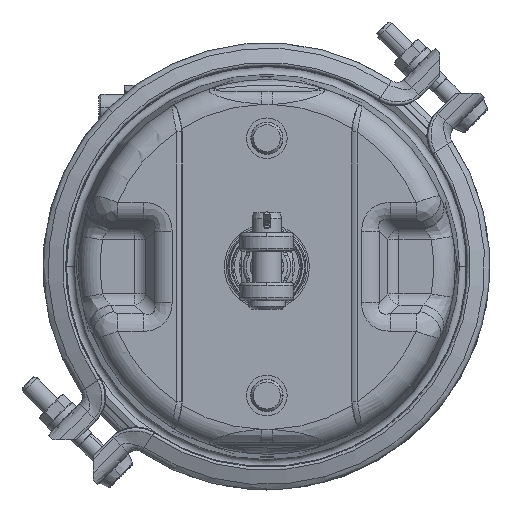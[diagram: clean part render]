
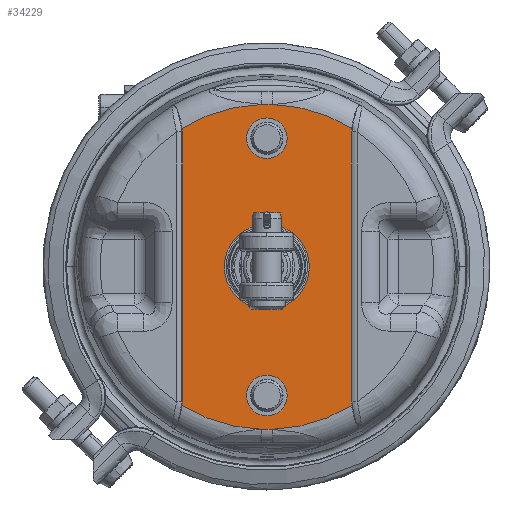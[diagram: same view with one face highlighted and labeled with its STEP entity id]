
A CAD part, front view. The second image highlights one B-rep face of the part: STEP entity #34229.
In plain terms, the highlighted planar face has unit normal (0, -1, 0).
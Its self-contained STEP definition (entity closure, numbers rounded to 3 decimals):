
#4850=CARTESIAN_POINT('',(0.,-62.728,0.));
#4851=DIRECTION('',(0.,-1.,0.));
#4852=DIRECTION('',(1.,0.,0.));
#4853=AXIS2_PLACEMENT_3D('',#4850,#4851,#4852);
#4855=CARTESIAN_POINT('',(0.,-62.728,0.));
#4856=DIRECTION('',(0.,-1.,0.));
#4857=DIRECTION('',(-1.,0.,0.));
#4858=AXIS2_PLACEMENT_3D('',#4855,#4856,#4857);
#4860=CARTESIAN_POINT('',(0.,-62.728,-60.325));
#4861=DIRECTION('',(0.,1.,0.));
#4862=DIRECTION('',(0.,0.,-1.));
#4863=AXIS2_PLACEMENT_3D('',#4860,#4861,#4862);
#4865=CARTESIAN_POINT('',(0.,-62.728,-60.325));
#4866=DIRECTION('',(0.,1.,0.));
#4867=DIRECTION('',(0.,0.,1.));
#4868=AXIS2_PLACEMENT_3D('',#4865,#4866,#4867);
#4870=CARTESIAN_POINT('',(0.,-62.728,60.325));
#4871=DIRECTION('',(0.,1.,0.));
#4872=DIRECTION('',(0.,0.,-1.));
#4873=AXIS2_PLACEMENT_3D('',#4870,#4871,#4872);
#4875=CARTESIAN_POINT('',(0.,-62.728,60.325));
#4876=DIRECTION('',(0.,1.,0.));
#4877=DIRECTION('',(0.,0.,1.));
#4878=AXIS2_PLACEMENT_3D('',#4875,#4876,#4877);
#4880=DIRECTION('',(-1.,0.,0.));
#4881=VECTOR('',#4880,5.);
#4882=CARTESIAN_POINT('',(2.5,-62.728,76.2));
#4883=LINE('',#4882,#4881);
#5036=CARTESIAN_POINT('',(0.,-62.728,0.));
#5037=DIRECTION('',(0.,-1.,0.));
#5038=DIRECTION('',(-0.033,0.,0.999));
#5039=AXIS2_PLACEMENT_3D('',#5036,#5037,#5038);
#5219=CARTESIAN_POINT('',(-39.776,-62.728,
65.043));
#5220=CARTESIAN_POINT('',(-39.756,-62.728,
64.938));
#5221=CARTESIAN_POINT('',(-39.72,-62.728,
64.724));
#5222=CARTESIAN_POINT('',(-39.676,-62.728,
64.385));
#5223=CARTESIAN_POINT('',(-39.644,-62.728,
64.034));
#5224=CARTESIAN_POINT('',(-39.624,-62.728,
63.673));
#5225=CARTESIAN_POINT('',(-39.62,-62.728,
63.43));
#5226=CARTESIAN_POINT('',(-39.62,-62.728,
63.306));
#5244=DIRECTION('',(0.,0.,-1.));
#5245=VECTOR('',#5244,126.612);
#5246=CARTESIAN_POINT('',(-39.62,-62.728,
63.306));
#5247=LINE('',#5246,#5245);
#5330=CARTESIAN_POINT('',(-39.62,-62.728,
-63.306));
#5331=CARTESIAN_POINT('',(-39.62,-62.728,
-63.43));
#5332=CARTESIAN_POINT('',(-39.624,-62.728,
-63.673));
#5333=CARTESIAN_POINT('',(-39.644,-62.728,
-64.035));
#5334=CARTESIAN_POINT('',(-39.677,-62.728,
-64.386));
#5335=CARTESIAN_POINT('',(-39.72,-62.728,
-64.724));
#5336=CARTESIAN_POINT('',(-39.756,-62.728,
-64.938));
#5337=CARTESIAN_POINT('',(-39.776,-62.728,
-65.043));
#5454=CARTESIAN_POINT('',(0.,-62.728,0.));
#5455=DIRECTION('',(0.,-1.,0.));
#5456=DIRECTION('',(-0.522,0.,-0.853));
#5457=AXIS2_PLACEMENT_3D('',#5454,#5455,#5456);
#5602=DIRECTION('',(1.,0.,0.));
#5603=VECTOR('',#5602,5.);
#5604=CARTESIAN_POINT('',(-2.5,-62.728,
-76.2));
#5605=LINE('',#5604,#5603);
#5756=CARTESIAN_POINT('',(0.,-62.728,0.));
#5757=DIRECTION('',(0.,-1.,0.));
#5758=DIRECTION('',(0.033,0.,-0.999));
#5759=AXIS2_PLACEMENT_3D('',#5756,#5757,#5758);
#5892=CARTESIAN_POINT('',(39.776,-62.728,
-65.043));
#5893=CARTESIAN_POINT('',(39.756,-62.728,
-64.938));
#5894=CARTESIAN_POINT('',(39.72,-62.728,
-64.724));
#5895=CARTESIAN_POINT('',(39.677,-62.728,
-64.386));
#5896=CARTESIAN_POINT('',(39.644,-62.728,
-64.035));
#5897=CARTESIAN_POINT('',(39.625,-62.728,
-63.673));
#5898=CARTESIAN_POINT('',(39.62,-62.728,
-63.43));
#5899=CARTESIAN_POINT('',(39.62,-62.728,
-63.306));
#5973=DIRECTION('',(0.,0.,1.));
#5974=VECTOR('',#5973,126.612);
#5975=CARTESIAN_POINT('',(39.62,-62.728,
-63.306));
#5976=LINE('',#5975,#5974);
#5998=CARTESIAN_POINT('',(39.62,-62.728,63.306));
#5999=CARTESIAN_POINT('',(39.62,-62.728,63.43));
#6000=CARTESIAN_POINT('',(39.624,-62.728,63.674));
#6001=CARTESIAN_POINT('',(39.644,-62.728,64.035));
#6002=CARTESIAN_POINT('',(39.677,-62.728,64.387));
#6003=CARTESIAN_POINT('',(39.72,-62.728,64.725));
#6004=CARTESIAN_POINT('',(39.756,-62.728,64.939));
#6005=CARTESIAN_POINT('',(39.776,-62.728,65.043));
#6118=CARTESIAN_POINT('',(39.776,-62.728,65.043));
#6174=CARTESIAN_POINT('',(0.,-62.728,0.));
#6175=DIRECTION('',(0.,-1.,0.));
#6176=DIRECTION('',(0.522,0.,0.853));
#6177=AXIS2_PLACEMENT_3D('',#6174,#6175,#6176);
#27832=VERTEX_POINT('',#5330);
#27833=VERTEX_POINT('',#5337);
#27836=CARTESIAN_POINT('',(-39.62,-62.728,
63.306));
#27837=VERTEX_POINT('',#27836);
#27839=VERTEX_POINT('',#5219);
#27847=VERTEX_POINT('',#6118);
#27849=VERTEX_POINT('',#5998);
#27852=CARTESIAN_POINT('',(39.62,-62.728,
-63.306));
#27853=VERTEX_POINT('',#27852);
#27855=VERTEX_POINT('',#5892);
#27884=CARTESIAN_POINT('',(19.926,-62.728,0.));
#27885=CARTESIAN_POINT('',(-19.926,-62.728,0.));
#27886=VERTEX_POINT('',#27884);
#27887=VERTEX_POINT('',#27885);
#27994=CARTESIAN_POINT('',(2.5,-62.728,
76.2));
#27995=CARTESIAN_POINT('',(-2.5,-62.728,
76.2));
#27996=VERTEX_POINT('',#27994);
#27997=VERTEX_POINT('',#27995);
#28006=CARTESIAN_POINT('',(-2.5,-62.728,
-76.2));
#28007=CARTESIAN_POINT('',(2.5,-62.728,
-76.2));
#28008=VERTEX_POINT('',#28006);
#28009=VERTEX_POINT('',#28007);
#28074=CARTESIAN_POINT('',(0.,-62.728,-69.85));
#28075=CARTESIAN_POINT('',(0.,-62.728,-50.8));
#28076=VERTEX_POINT('',#28074);
#28077=VERTEX_POINT('',#28075);
#28106=CARTESIAN_POINT('',(0.,-62.728,50.8));
#28107=CARTESIAN_POINT('',(0.,-62.728,69.85));
#28108=VERTEX_POINT('',#28106);
#28109=VERTEX_POINT('',#28107);
#34182=CARTESIAN_POINT('',(41.903,-62.728,104.242));
#34183=DIRECTION('',(0.,1.,0.));
#34184=DIRECTION('',(-1.,0.,0.));
#34185=AXIS2_PLACEMENT_3D('',#34182,#34183,#34184);
#34186=PLANE('',#34185);
#34188=ORIENTED_EDGE('',*,*,#34187,.F.);
#34190=ORIENTED_EDGE('',*,*,#34189,.F.);
#34192=ORIENTED_EDGE('',*,*,#34191,.F.);
#34194=ORIENTED_EDGE('',*,*,#34193,.F.);
#34196=ORIENTED_EDGE('',*,*,#34195,.F.);
#34198=ORIENTED_EDGE('',*,*,#34197,.F.);
#34200=ORIENTED_EDGE('',*,*,#34199,.F.);
#34202=ORIENTED_EDGE('',*,*,#34201,.F.);
#34204=ORIENTED_EDGE('',*,*,#34203,.F.);
#34206=ORIENTED_EDGE('',*,*,#34205,.F.);
#34208=ORIENTED_EDGE('',*,*,#34207,.F.);
#34210=ORIENTED_EDGE('',*,*,#34209,.F.);
#34211=EDGE_LOOP('',(#34188,#34190,#34192,#34194,#34196,#34198,#34200,#34202,
#34204,#34206,#34208,#34210));
#34212=FACE_OUTER_BOUND('',#34211,.F.);
#34213=ORIENTED_EDGE('',*,*,#34162,.T.);
#34214=ORIENTED_EDGE('',*,*,#34176,.T.);
#34215=EDGE_LOOP('',(#34213,#34214));
#34216=FACE_BOUND('',#34215,.F.);
#34218=ORIENTED_EDGE('',*,*,#34217,.F.);
#34220=ORIENTED_EDGE('',*,*,#34219,.F.);
#34221=EDGE_LOOP('',(#34218,#34220));
#34222=FACE_BOUND('',#34221,.F.);
#34224=ORIENTED_EDGE('',*,*,#34223,.F.);
#34226=ORIENTED_EDGE('',*,*,#34225,.F.);
#34227=EDGE_LOOP('',(#34224,#34226));
#34228=FACE_BOUND('',#34227,.F.);
#34229=ADVANCED_FACE('',(#34212,#34216,#34222,#34228),#34186,.F.);
#4854=CIRCLE('',#4853,19.926);
#4859=CIRCLE('',#4858,19.926);
#4864=CIRCLE('',#4863,9.525);
#4869=CIRCLE('',#4868,9.525);
#4874=CIRCLE('',#4873,9.525);
#4879=CIRCLE('',#4878,9.525);
#5040=CIRCLE('',#5039,76.241);
#5227=B_SPLINE_CURVE_WITH_KNOTS('',3,(#5219,#5220,#5221,#5222,#5223,#5224,#5225,
#5226),.UNSPECIFIED.,.F.,.F.,(4,1,1,1,1,4),(0.,0.2,0.4,0.6,0.8,1.),
.UNSPECIFIED.);
#5338=B_SPLINE_CURVE_WITH_KNOTS('',3,(#5330,#5331,#5332,#5333,#5334,#5335,#5336,
#5337),.UNSPECIFIED.,.F.,.F.,(4,1,1,1,1,4),(0.,0.2,0.4,0.6,0.8,1.),
.UNSPECIFIED.);
#5458=CIRCLE('',#5457,76.241);
#5760=CIRCLE('',#5759,76.241);
#5900=B_SPLINE_CURVE_WITH_KNOTS('',3,(#5892,#5893,#5894,#5895,#5896,#5897,#5898,
#5899),.UNSPECIFIED.,.F.,.F.,(4,1,1,1,1,4),(0.,0.2,0.4,0.6,0.8,1.),
.UNSPECIFIED.);
#6006=B_SPLINE_CURVE_WITH_KNOTS('',3,(#5998,#5999,#6000,#6001,#6002,#6003,#6004,
#6005),.UNSPECIFIED.,.F.,.F.,(4,1,1,1,1,4),(0.,0.2,0.4,0.6,0.8,1.),
.UNSPECIFIED.);
#6178=CIRCLE('',#6177,76.241);
#34162=EDGE_CURVE('',#27886,#27887,#4854,.T.);
#34176=EDGE_CURVE('',#27887,#27886,#4859,.T.);
#34187=EDGE_CURVE('',#27996,#27997,#4883,.T.);
#34189=EDGE_CURVE('',#27847,#27996,#6178,.T.);
#34191=EDGE_CURVE('',#27849,#27847,#6006,.T.);
#34193=EDGE_CURVE('',#27853,#27849,#5976,.T.);
#34195=EDGE_CURVE('',#27855,#27853,#5900,.T.);
#34197=EDGE_CURVE('',#28009,#27855,#5760,.T.);
#34199=EDGE_CURVE('',#28008,#28009,#5605,.T.);
#34201=EDGE_CURVE('',#27833,#28008,#5458,.T.);
#34203=EDGE_CURVE('',#27832,#27833,#5338,.T.);
#34205=EDGE_CURVE('',#27837,#27832,#5247,.T.);
#34207=EDGE_CURVE('',#27839,#27837,#5227,.T.);
#34209=EDGE_CURVE('',#27997,#27839,#5040,.T.);
#34217=EDGE_CURVE('',#28076,#28077,#4864,.T.);
#34219=EDGE_CURVE('',#28077,#28076,#4869,.T.);
#34223=EDGE_CURVE('',#28108,#28109,#4874,.T.);
#34225=EDGE_CURVE('',#28109,#28108,#4879,.T.);
